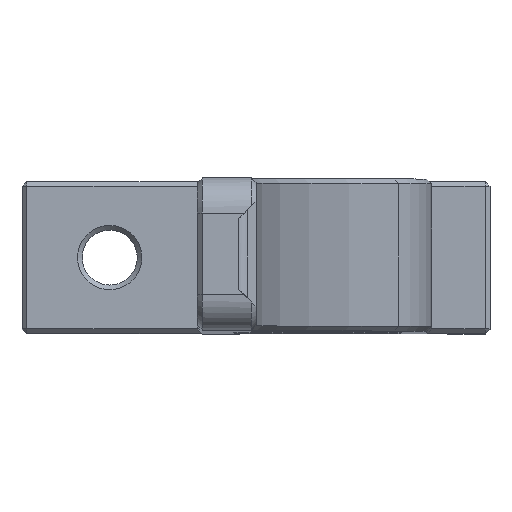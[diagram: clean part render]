
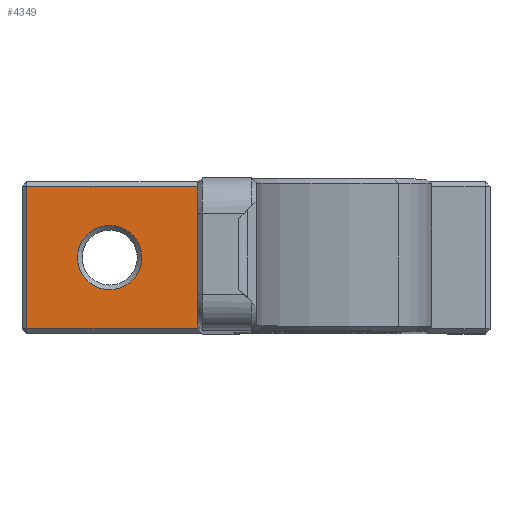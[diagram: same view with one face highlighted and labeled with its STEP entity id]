
A CAD part, top view. The second image highlights one B-rep face of the part: STEP entity #4349.
In plain terms, the highlighted planar face has unit normal (0, 0, 1).
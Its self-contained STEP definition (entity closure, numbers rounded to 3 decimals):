
#190 = PLANE('',#191);
#191 = AXIS2_PLACEMENT_3D('',#192,#193,#194);
#192 = CARTESIAN_POINT('',(-20.,0.,-120.025));
#193 = DIRECTION('',(1.,0.,0.));
#194 = DIRECTION('',(0.,0.,1.));
#551 = EDGE_CURVE('',#552,#554,#556,.T.);
#552 = VERTEX_POINT('',#553);
#553 = CARTESIAN_POINT('',(-20.,0.4,-120.025));
#554 = VERTEX_POINT('',#555);
#555 = CARTESIAN_POINT('',(-20.,12.6,-120.025));
#556 = SURFACE_CURVE('',#557,(#561,#568),.PCURVE_S1.);
#557 = LINE('',#558,#559);
#558 = CARTESIAN_POINT('',(-20.,0.,-120.025));
#559 = VECTOR('',#560,1.);
#560 = DIRECTION('',(0.,1.,0.));
#561 = PCURVE('',#190,#562);
#562 = DEFINITIONAL_REPRESENTATION('',(#563),#567);
#563 = LINE('',#564,#565);
#564 = CARTESIAN_POINT('',(0.,0.));
#565 = VECTOR('',#566,1.);
#566 = DIRECTION('',(0.,-1.));
#567 = ( GEOMETRIC_REPRESENTATION_CONTEXT(2) 
PARAMETRIC_REPRESENTATION_CONTEXT() REPRESENTATION_CONTEXT('2D SPACE',''
  ) );
#568 = PCURVE('',#569,#574);
#569 = PLANE('',#570);
#570 = AXIS2_PLACEMENT_3D('',#571,#572,#573);
#571 = CARTESIAN_POINT('',(-35.,0.,-120.025));
#572 = DIRECTION('',(0.,0.,-1.));
#573 = DIRECTION('',(1.,0.,0.));
#574 = DEFINITIONAL_REPRESENTATION('',(#575),#579);
#575 = LINE('',#576,#577);
#576 = CARTESIAN_POINT('',(15.,0.));
#577 = VECTOR('',#578,1.);
#578 = DIRECTION('',(0.,-1.));
#579 = ( GEOMETRIC_REPRESENTATION_CONTEXT(2) 
PARAMETRIC_REPRESENTATION_CONTEXT() REPRESENTATION_CONTEXT('2D SPACE',''
  ) );
#1324 = PLANE('',#1325);
#1325 = AXIS2_PLACEMENT_3D('',#1326,#1327,#1328);
#1326 = CARTESIAN_POINT('',(-35.,0.2,-120.225));
#1327 = DIRECTION('',(0.,-0.707,0.707));
#1328 = DIRECTION('',(1.,0.,0.));
#2905 = PLANE('',#2906);
#2906 = AXIS2_PLACEMENT_3D('',#2907,#2908,#2909);
#2907 = CARTESIAN_POINT('',(-35.,12.8,-120.225));
#2908 = DIRECTION('',(-0.,-0.707,-0.707));
#2909 = DIRECTION('',(1.,-0.,0.));
#4349 = ADVANCED_FACE('',(#4350,#4425),#569,.F.);
#4350 = FACE_BOUND('',#4351,.F.);
#4351 = EDGE_LOOP('',(#4352,#4353,#4376,#4404));
#4352 = ORIENTED_EDGE('',*,*,#551,.F.);
#4353 = ORIENTED_EDGE('',*,*,#4354,.F.);
#4354 = EDGE_CURVE('',#4355,#552,#4357,.T.);
#4355 = VERTEX_POINT('',#4356);
#4356 = CARTESIAN_POINT('',(-34.6,0.4,-120.025));
#4357 = SURFACE_CURVE('',#4358,(#4362,#4369),.PCURVE_S1.);
#4358 = LINE('',#4359,#4360);
#4359 = CARTESIAN_POINT('',(-35.,0.4,-120.025));
#4360 = VECTOR('',#4361,1.);
#4361 = DIRECTION('',(1.,0.,0.));
#4362 = PCURVE('',#569,#4363);
#4363 = DEFINITIONAL_REPRESENTATION('',(#4364),#4368);
#4364 = LINE('',#4365,#4366);
#4365 = CARTESIAN_POINT('',(0.,-0.4));
#4366 = VECTOR('',#4367,1.);
#4367 = DIRECTION('',(1.,0.));
#4368 = ( GEOMETRIC_REPRESENTATION_CONTEXT(2) 
PARAMETRIC_REPRESENTATION_CONTEXT() REPRESENTATION_CONTEXT('2D SPACE',''
  ) );
#4369 = PCURVE('',#1324,#4370);
#4370 = DEFINITIONAL_REPRESENTATION('',(#4371),#4375);
#4371 = LINE('',#4372,#4373);
#4372 = CARTESIAN_POINT('',(0.,0.283));
#4373 = VECTOR('',#4374,1.);
#4374 = DIRECTION('',(1.,0.));
#4375 = ( GEOMETRIC_REPRESENTATION_CONTEXT(2) 
PARAMETRIC_REPRESENTATION_CONTEXT() REPRESENTATION_CONTEXT('2D SPACE',''
  ) );
#4376 = ORIENTED_EDGE('',*,*,#4377,.T.);
#4377 = EDGE_CURVE('',#4355,#4378,#4380,.T.);
#4378 = VERTEX_POINT('',#4379);
#4379 = CARTESIAN_POINT('',(-34.6,12.6,-120.025));
#4380 = SURFACE_CURVE('',#4381,(#4385,#4392),.PCURVE_S1.);
#4381 = LINE('',#4382,#4383);
#4382 = CARTESIAN_POINT('',(-34.6,0.,-120.025));
#4383 = VECTOR('',#4384,1.);
#4384 = DIRECTION('',(-0.,1.,0.));
#4385 = PCURVE('',#569,#4386);
#4386 = DEFINITIONAL_REPRESENTATION('',(#4387),#4391);
#4387 = LINE('',#4388,#4389);
#4388 = CARTESIAN_POINT('',(0.4,0.));
#4389 = VECTOR('',#4390,1.);
#4390 = DIRECTION('',(0.,-1.));
#4391 = ( GEOMETRIC_REPRESENTATION_CONTEXT(2) 
PARAMETRIC_REPRESENTATION_CONTEXT() REPRESENTATION_CONTEXT('2D SPACE',''
  ) );
#4392 = PCURVE('',#4393,#4398);
#4393 = PLANE('',#4394);
#4394 = AXIS2_PLACEMENT_3D('',#4395,#4396,#4397);
#4395 = CARTESIAN_POINT('',(-34.8,0.,-120.225));
#4396 = DIRECTION('',(-0.707,0.,0.707));
#4397 = DIRECTION('',(0.,1.,0.));
#4398 = DEFINITIONAL_REPRESENTATION('',(#4399),#4403);
#4399 = LINE('',#4400,#4401);
#4400 = CARTESIAN_POINT('',(0.,-0.283));
#4401 = VECTOR('',#4402,1.);
#4402 = DIRECTION('',(1.,0.));
#4403 = ( GEOMETRIC_REPRESENTATION_CONTEXT(2) 
PARAMETRIC_REPRESENTATION_CONTEXT() REPRESENTATION_CONTEXT('2D SPACE',''
  ) );
#4404 = ORIENTED_EDGE('',*,*,#4405,.T.);
#4405 = EDGE_CURVE('',#4378,#554,#4406,.T.);
#4406 = SURFACE_CURVE('',#4407,(#4411,#4418),.PCURVE_S1.);
#4407 = LINE('',#4408,#4409);
#4408 = CARTESIAN_POINT('',(-35.,12.6,-120.025));
#4409 = VECTOR('',#4410,1.);
#4410 = DIRECTION('',(1.,0.,0.));
#4411 = PCURVE('',#569,#4412);
#4412 = DEFINITIONAL_REPRESENTATION('',(#4413),#4417);
#4413 = LINE('',#4414,#4415);
#4414 = CARTESIAN_POINT('',(0.,-12.6));
#4415 = VECTOR('',#4416,1.);
#4416 = DIRECTION('',(1.,0.));
#4417 = ( GEOMETRIC_REPRESENTATION_CONTEXT(2) 
PARAMETRIC_REPRESENTATION_CONTEXT() REPRESENTATION_CONTEXT('2D SPACE',''
  ) );
#4418 = PCURVE('',#2905,#4419);
#4419 = DEFINITIONAL_REPRESENTATION('',(#4420),#4424);
#4420 = LINE('',#4421,#4422);
#4421 = CARTESIAN_POINT('',(0.,0.283));
#4422 = VECTOR('',#4423,1.);
#4423 = DIRECTION('',(1.,0.));
#4424 = ( GEOMETRIC_REPRESENTATION_CONTEXT(2) 
PARAMETRIC_REPRESENTATION_CONTEXT() REPRESENTATION_CONTEXT('2D SPACE',''
  ) );
#4425 = FACE_BOUND('',#4426,.F.);
#4426 = EDGE_LOOP('',(#4427));
#4427 = ORIENTED_EDGE('',*,*,#4428,.T.);
#4428 = EDGE_CURVE('',#4429,#4429,#4431,.T.);
#4429 = VERTEX_POINT('',#4430);
#4430 = CARTESIAN_POINT('',(-30.25,6.5,-120.025));
#4431 = SURFACE_CURVE('',#4432,(#4437,#4448),.PCURVE_S1.);
#4432 = CIRCLE('',#4433,2.75);
#4433 = AXIS2_PLACEMENT_3D('',#4434,#4435,#4436);
#4434 = CARTESIAN_POINT('',(-27.5,6.5,-120.025));
#4435 = DIRECTION('',(0.,0.,1.));
#4436 = DIRECTION('',(-1.,0.,0.));
#4437 = PCURVE('',#569,#4438);
#4438 = DEFINITIONAL_REPRESENTATION('',(#4439),#4447);
#4439 = ( BOUNDED_CURVE() B_SPLINE_CURVE(2,(#4440,#4441,#4442,#4443,
#4444,#4445,#4446),.UNSPECIFIED.,.T.,.F.) B_SPLINE_CURVE_WITH_KNOTS((1,2
    ,2,2,2,1),(-2.094,0.,2.094,4.189,
6.283,8.378),.UNSPECIFIED.) CURVE() 
GEOMETRIC_REPRESENTATION_ITEM() RATIONAL_B_SPLINE_CURVE((1.,0.5,1.,0.5,
1.,0.5,1.)) REPRESENTATION_ITEM('') );
#4440 = CARTESIAN_POINT('',(4.75,-6.5));
#4441 = CARTESIAN_POINT('',(4.75,-1.737));
#4442 = CARTESIAN_POINT('',(8.875,-4.118));
#4443 = CARTESIAN_POINT('',(13.,-6.5));
#4444 = CARTESIAN_POINT('',(8.875,-8.882));
#4445 = CARTESIAN_POINT('',(4.75,-11.263));
#4446 = CARTESIAN_POINT('',(4.75,-6.5));
#4447 = ( GEOMETRIC_REPRESENTATION_CONTEXT(2) 
PARAMETRIC_REPRESENTATION_CONTEXT() REPRESENTATION_CONTEXT('2D SPACE',''
  ) );
#4448 = PCURVE('',#4449,#4454);
#4449 = CONICAL_SURFACE('',#4450,2.35,0.785);
#4450 = AXIS2_PLACEMENT_3D('',#4451,#4452,#4453);
#4451 = CARTESIAN_POINT('',(-27.5,6.5,-120.425));
#4452 = DIRECTION('',(0.,0.,1.));
#4453 = DIRECTION('',(-1.,0.,0.));
#4454 = DEFINITIONAL_REPRESENTATION('',(#4455),#4459);
#4455 = LINE('',#4456,#4457);
#4456 = CARTESIAN_POINT('',(-0.,0.4));
#4457 = VECTOR('',#4458,1.);
#4458 = DIRECTION('',(1.,-0.));
#4459 = ( GEOMETRIC_REPRESENTATION_CONTEXT(2) 
PARAMETRIC_REPRESENTATION_CONTEXT() REPRESENTATION_CONTEXT('2D SPACE',''
  ) );
